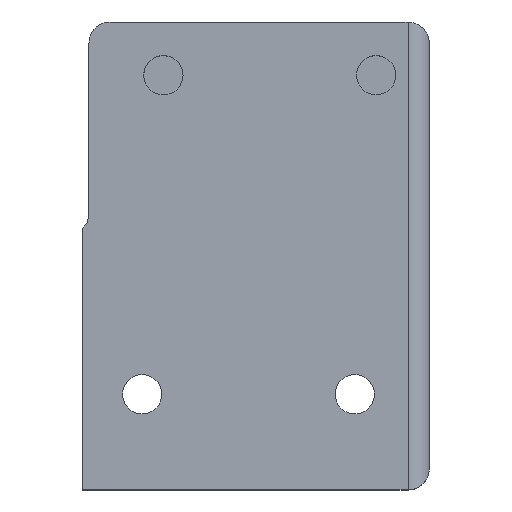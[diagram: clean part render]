
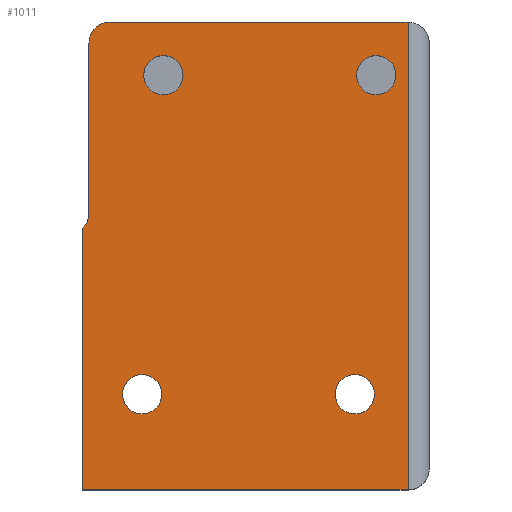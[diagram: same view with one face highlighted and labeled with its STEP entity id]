
A CAD part, top view. The second image highlights one B-rep face of the part: STEP entity #1011.
In plain terms, the highlighted planar face has unit normal (0, 0, 1).
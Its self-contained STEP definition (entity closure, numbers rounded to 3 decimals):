
#20 = DIRECTION ( 'NONE',  ( 1., 0., 0. ) ) ;
#38 = DIRECTION ( 'NONE',  ( 1., 0., 0. ) ) ;
#42 = EDGE_CURVE ( 'NONE', #1766, #664, #503, .T. ) ;
#52 = VECTOR ( 'NONE', #292, 1000. ) ;
#55 = LINE ( 'NONE', #627, #978 ) ;
#56 = DIRECTION ( 'NONE',  ( 1., 0., 0. ) ) ;
#69 = EDGE_LOOP ( 'NONE', ( #1220, #751 ) ) ;
#89 = VERTEX_POINT ( 'NONE', #384 ) ;
#100 = ORIENTED_EDGE ( 'NONE', *, *, #1008, .T. ) ;
#108 = AXIS2_PLACEMENT_3D ( 'NONE', #1281, #721, #1718 ) ;
#120 = EDGE_CURVE ( 'NONE', #459, #226, #1236, .T. ) ;
#134 = EDGE_CURVE ( 'NONE', #1574, #674, #1079, .T. ) ;
#152 = CARTESIAN_POINT ( 'NONE',  ( -16., 40., 31. ) ) ;
#175 = LINE ( 'NONE', #1741, #744 ) ;
#201 = ORIENTED_EDGE ( 'NONE', *, *, #739, .F. ) ;
#206 = DIRECTION ( 'NONE',  ( 0., 0., 1. ) ) ;
#213 = CIRCLE ( 'NONE', #1264, 1.85 ) ;
#226 = VERTEX_POINT ( 'NONE', #262 ) ;
#262 = CARTESIAN_POINT ( 'NONE',  ( -16., 38., 31. ) ) ;
#267 = AXIS2_PLACEMENT_3D ( 'NONE', #648, #518, #1825 ) ;
#292 = DIRECTION ( 'NONE',  ( -1., 0., 0. ) ) ;
#295 = CARTESIAN_POINT ( 'NONE',  ( -16., 22., 31. ) ) ;
#306 = CIRCLE ( 'NONE', #1727, 1.85 ) ;
#310 = DIRECTION ( 'NONE',  ( 1., 0., 0. ) ) ;
#314 = VERTEX_POINT ( 'NONE', #295 ) ;
#317 = ORIENTED_EDGE ( 'NONE', *, *, #134, .F. ) ;
#326 = CIRCLE ( 'NONE', #267, 1.85 ) ;
#339 = EDGE_CURVE ( 'NONE', #664, #1484, #175, .T. ) ;
#342 = ORIENTED_EDGE ( 'NONE', *, *, #339, .F. ) ;
#351 = DIRECTION ( 'NONE',  ( -1., 0., 0. ) ) ;
#352 = DIRECTION ( 'NONE',  ( 0., 0., 1. ) ) ;
#380 = EDGE_CURVE ( 'NONE', #1427, #1404, #1710, .T. ) ;
#384 = CARTESIAN_POINT ( 'NONE',  ( -12.85, 5., 31. ) ) ;
#402 = DIRECTION ( 'NONE',  ( 0., 0., 1. ) ) ;
#415 = CARTESIAN_POINT ( 'NONE',  ( -9., 35., 31. ) ) ;
#421 = CIRCLE ( 'NONE', #665, 1.85 ) ;
#427 = CARTESIAN_POINT ( 'NONE',  ( 11., 35., 31. ) ) ;
#437 = CARTESIAN_POINT ( 'NONE',  ( -9., 35., 31. ) ) ;
#459 = VERTEX_POINT ( 'NONE', #911 ) ;
#468 = CARTESIAN_POINT ( 'NONE',  ( -11., 5., 31. ) ) ;
#471 = VERTEX_POINT ( 'NONE', #758 ) ;
#503 = LINE ( 'NONE', #786, #593 ) ;
#518 = DIRECTION ( 'NONE',  ( 0., 0., 1. ) ) ;
#519 = CARTESIAN_POINT ( 'NONE',  ( 14., 40., 31. ) ) ;
#565 = DIRECTION ( 'NONE',  ( 1., 0., 0. ) ) ;
#593 = VECTOR ( 'NONE', #351, 1000. ) ;
#602 = CARTESIAN_POINT ( 'NONE',  ( 9.15, 35., 31. ) ) ;
#605 = CARTESIAN_POINT ( 'NONE',  ( 7.15, 5., 31. ) ) ;
#608 = CARTESIAN_POINT ( 'NONE',  ( -16.586, -4., 31. ) ) ;
#627 = CARTESIAN_POINT ( 'NONE',  ( 14., 40., 31. ) ) ;
#648 = CARTESIAN_POINT ( 'NONE',  ( 9., 5., 31. ) ) ;
#664 = VERTEX_POINT ( 'NONE', #608 ) ;
#665 = AXIS2_PLACEMENT_3D ( 'NONE', #468, #756, #310 ) ;
#666 = ORIENTED_EDGE ( 'NONE', *, *, #1885, .F. ) ;
#671 = EDGE_CURVE ( 'NONE', #314, #1484, #898, .T. ) ;
#674 = VERTEX_POINT ( 'NONE', #1604 ) ;
#682 = EDGE_CURVE ( 'NONE', #723, #89, #421, .T. ) ;
#688 = VECTOR ( 'NONE', #1128, 1000. ) ;
#693 = ORIENTED_EDGE ( 'NONE', *, *, #380, .F. ) ;
#721 = DIRECTION ( 'NONE',  ( 0., 0., 1. ) ) ;
#723 = VERTEX_POINT ( 'NONE', #940 ) ;
#739 = EDGE_CURVE ( 'NONE', #1404, #1427, #326, .T. ) ;
#744 = VECTOR ( 'NONE', #1146, 1000. ) ;
#751 = ORIENTED_EDGE ( 'NONE', *, *, #778, .F. ) ;
#756 = DIRECTION ( 'NONE',  ( 0., 0., 1. ) ) ;
#758 = CARTESIAN_POINT ( 'NONE',  ( 12.85, 35., 31. ) ) ;
#778 = EDGE_CURVE ( 'NONE', #89, #723, #815, .T. ) ;
#786 = CARTESIAN_POINT ( 'NONE',  ( 0., -4., 31. ) ) ;
#815 = CIRCLE ( 'NONE', #1622, 1.85 ) ;
#835 = FACE_BOUND ( 'NONE', #1620, .T. ) ;
#867 = DIRECTION ( 'NONE',  ( 1., 0., 0. ) ) ;
#884 = ORIENTED_EDGE ( 'NONE', *, *, #671, .T. ) ;
#897 = CARTESIAN_POINT ( 'NONE',  ( -16.586, 20.586, 31. ) ) ;
#898 = CIRCLE ( 'NONE', #1777, 2. ) ;
#907 = EDGE_CURVE ( 'NONE', #1230, #459, #1184, .T. ) ;
#911 = CARTESIAN_POINT ( 'NONE',  ( -14., 40., 31. ) ) ;
#916 = EDGE_CURVE ( 'NONE', #1756, #471, #213, .T. ) ;
#940 = CARTESIAN_POINT ( 'NONE',  ( -9.15, 5., 31. ) ) ;
#946 = EDGE_LOOP ( 'NONE', ( #342, #1103, #958, #1043, #1572, #100, #884 ) ) ;
#958 = ORIENTED_EDGE ( 'NONE', *, *, #1647, .T. ) ;
#978 = VECTOR ( 'NONE', #1077, 1000. ) ;
#984 = PLANE ( 'NONE',  #108 ) ;
#996 = EDGE_CURVE ( 'NONE', #674, #1574, #1108, .T. ) ;
#1008 = EDGE_CURVE ( 'NONE', #226, #314, #1889, .T. ) ;
#1009 = DIRECTION ( 'NONE',  ( 0., 0., 1. ) ) ;
#1011 = ADVANCED_FACE ( 'NONE', ( #1165, #1302, #1704, #1155, #835 ), #984, .T. ) ;
#1023 = CARTESIAN_POINT ( 'NONE',  ( 9., 5., 31. ) ) ;
#1043 = ORIENTED_EDGE ( 'NONE', *, *, #907, .T. ) ;
#1077 = DIRECTION ( 'NONE',  ( 0., 1., 0. ) ) ;
#1079 = CIRCLE ( 'NONE', #1473, 1.85 ) ;
#1103 = ORIENTED_EDGE ( 'NONE', *, *, #42, .F. ) ;
#1108 = CIRCLE ( 'NONE', #1437, 1.85 ) ;
#1113 = DIRECTION ( 'NONE',  ( 1., 0., 0. ) ) ;
#1128 = DIRECTION ( 'NONE',  ( 0., -1., 0. ) ) ;
#1140 = AXIS2_PLACEMENT_3D ( 'NONE', #1023, #1597, #1762 ) ;
#1146 = DIRECTION ( 'NONE',  ( 0., 1., 0. ) ) ;
#1154 = DIRECTION ( 'NONE',  ( 1., 0., 0. ) ) ;
#1155 = FACE_BOUND ( 'NONE', #1161, .T. ) ;
#1161 = EDGE_LOOP ( 'NONE', ( #693, #201 ) ) ;
#1165 = FACE_OUTER_BOUND ( 'NONE', #946, .T. ) ;
#1169 = AXIS2_PLACEMENT_3D ( 'NONE', #1856, #402, #565 ) ;
#1184 = LINE ( 'NONE', #152, #52 ) ;
#1185 = CARTESIAN_POINT ( 'NONE',  ( -18., 22., 31. ) ) ;
#1220 = ORIENTED_EDGE ( 'NONE', *, *, #682, .F. ) ;
#1230 = VERTEX_POINT ( 'NONE', #519 ) ;
#1236 = CIRCLE ( 'NONE', #1169, 2. ) ;
#1264 = AXIS2_PLACEMENT_3D ( 'NONE', #1311, #1887, #1154 ) ;
#1281 = CARTESIAN_POINT ( 'NONE',  ( 0., 0., 31. ) ) ;
#1300 = CARTESIAN_POINT ( 'NONE',  ( 10.85, 5., 31. ) ) ;
#1302 = FACE_BOUND ( 'NONE', #1600, .T. ) ;
#1311 = CARTESIAN_POINT ( 'NONE',  ( 11., 35., 31. ) ) ;
#1404 = VERTEX_POINT ( 'NONE', #605 ) ;
#1427 = VERTEX_POINT ( 'NONE', #1300 ) ;
#1437 = AXIS2_PLACEMENT_3D ( 'NONE', #437, #1009, #867 ) ;
#1439 = CARTESIAN_POINT ( 'NONE',  ( -16., 40., 31. ) ) ;
#1473 = AXIS2_PLACEMENT_3D ( 'NONE', #415, #1682, #1113 ) ;
#1484 = VERTEX_POINT ( 'NONE', #897 ) ;
#1503 = CARTESIAN_POINT ( 'NONE',  ( -11., 5., 31. ) ) ;
#1572 = ORIENTED_EDGE ( 'NONE', *, *, #120, .T. ) ;
#1574 = VERTEX_POINT ( 'NONE', #1646 ) ;
#1597 = DIRECTION ( 'NONE',  ( 0., 0., 1. ) ) ;
#1600 = EDGE_LOOP ( 'NONE', ( #666, #1809 ) ) ;
#1604 = CARTESIAN_POINT ( 'NONE',  ( -10.85, 35., 31. ) ) ;
#1620 = EDGE_LOOP ( 'NONE', ( #317, #1798 ) ) ;
#1622 = AXIS2_PLACEMENT_3D ( 'NONE', #1503, #206, #56 ) ;
#1629 = DIRECTION ( 'NONE',  ( 0., 0., -1. ) ) ;
#1646 = CARTESIAN_POINT ( 'NONE',  ( -7.15, 35., 31. ) ) ;
#1647 = EDGE_CURVE ( 'NONE', #1766, #1230, #55, .T. ) ;
#1682 = DIRECTION ( 'NONE',  ( 0., 0., 1. ) ) ;
#1704 = FACE_BOUND ( 'NONE', #69, .T. ) ;
#1710 = CIRCLE ( 'NONE', #1140, 1.85 ) ;
#1718 = DIRECTION ( 'NONE',  ( 1., 0., 0. ) ) ;
#1727 = AXIS2_PLACEMENT_3D ( 'NONE', #427, #352, #38 ) ;
#1741 = CARTESIAN_POINT ( 'NONE',  ( -16.586, 0., 31. ) ) ;
#1756 = VERTEX_POINT ( 'NONE', #602 ) ;
#1762 = DIRECTION ( 'NONE',  ( 1., 0., 0. ) ) ;
#1766 = VERTEX_POINT ( 'NONE', #1883 ) ;
#1777 = AXIS2_PLACEMENT_3D ( 'NONE', #1185, #1629, #20 ) ;
#1798 = ORIENTED_EDGE ( 'NONE', *, *, #996, .F. ) ;
#1809 = ORIENTED_EDGE ( 'NONE', *, *, #916, .F. ) ;
#1825 = DIRECTION ( 'NONE',  ( 1., 0., 0. ) ) ;
#1856 = CARTESIAN_POINT ( 'NONE',  ( -14., 38., 31. ) ) ;
#1883 = CARTESIAN_POINT ( 'NONE',  ( 14., -4., 31. ) ) ;
#1885 = EDGE_CURVE ( 'NONE', #471, #1756, #306, .T. ) ;
#1887 = DIRECTION ( 'NONE',  ( 0., 0., 1. ) ) ;
#1889 = LINE ( 'NONE', #1439, #688 ) ;
